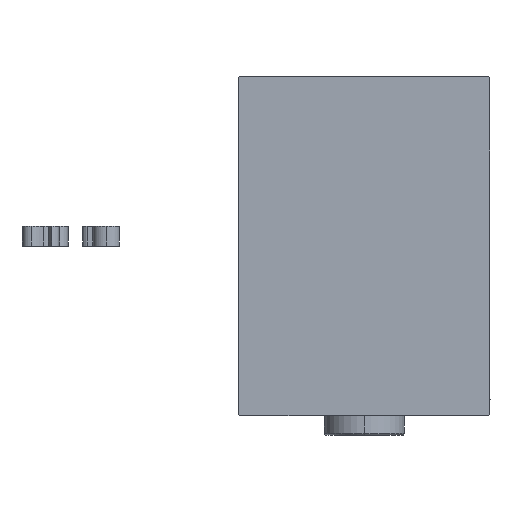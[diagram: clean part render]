
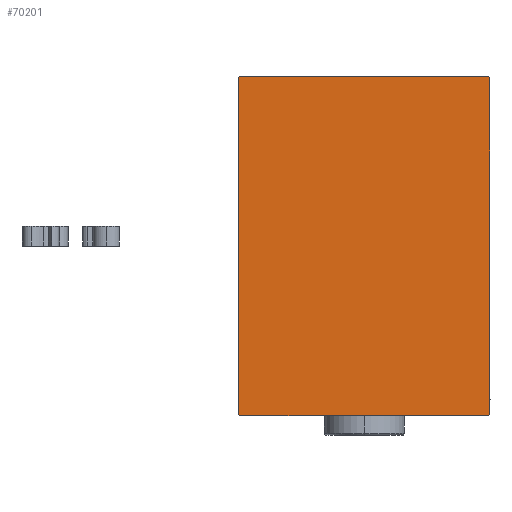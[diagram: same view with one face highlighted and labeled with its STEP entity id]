
A CAD part, left-side view. The second image highlights one B-rep face of the part: STEP entity #70201.
In plain terms, the highlighted face is planar.
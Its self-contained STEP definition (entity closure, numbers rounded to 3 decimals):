
#1121 = DIRECTION ( 'NONE',  ( 1., 0., 0. ) ) ;
#1379 = EDGE_CURVE ( 'NONE', #18742, #33479, #44153, .T. ) ;
#1439 = CARTESIAN_POINT ( 'NONE',  ( 113., 36.85, 36.85 ) ) ;
#1641 = CARTESIAN_POINT ( 'NONE',  ( 113., 31.5, -42.5 ) ) ;
#1921 = VERTEX_POINT ( 'NONE', #38255 ) ;
#2230 = CARTESIAN_POINT ( 'NONE',  ( 113., 0., 0. ) ) ;
#2356 = VECTOR ( 'NONE', #29688, 1000. ) ;
#2449 = VECTOR ( 'NONE', #23955, 1000. ) ;
#5120 = CARTESIAN_POINT ( 'NONE',  ( 113., 31.5, -42.2 ) ) ;
#8174 = DIRECTION ( 'NONE',  ( 0., 1., 0. ) ) ;
#9282 = VERTEX_POINT ( 'NONE', #71006 ) ;
#10653 = CARTESIAN_POINT ( 'NONE',  ( 113., -31.5, 42.2 ) ) ;
#12281 = DIRECTION ( 'NONE',  ( 0., -0.707, -0.707 ) ) ;
#12574 = VECTOR ( 'NONE', #48204, 1000. ) ;
#13022 = CARTESIAN_POINT ( 'NONE',  ( 113., 31.5, 42.5 ) ) ;
#14163 = VERTEX_POINT ( 'NONE', #21799 ) ;
#16632 = DIRECTION ( 'NONE',  ( 0., 0., -1. ) ) ;
#17875 = ORIENTED_EDGE ( 'NONE', *, *, #41043, .T. ) ;
#18290 = FACE_OUTER_BOUND ( 'NONE', #23620, .T. ) ;
#18740 = DIRECTION ( 'NONE',  ( 0., -1., 0. ) ) ;
#18742 = VERTEX_POINT ( 'NONE', #10653 ) ;
#20092 = CARTESIAN_POINT ( 'NONE',  ( 113., -31.2, -42.5 ) ) ;
#21590 = CARTESIAN_POINT ( 'NONE',  ( 113., -31.5, 42.5 ) ) ;
#21799 = CARTESIAN_POINT ( 'NONE',  ( 113., -31.2, 42.5 ) ) ;
#23620 = EDGE_LOOP ( 'NONE', ( #17875, #41131, #71337, #69123, #38586, #47229, #45772, #64852 ) ) ;
#23955 = DIRECTION ( 'NONE',  ( 0., 0.707, 0.707 ) ) ;
#24106 = DIRECTION ( 'NONE',  ( 0., 0.707, -0.707 ) ) ;
#25006 = VERTEX_POINT ( 'NONE', #34151 ) ;
#29075 = CARTESIAN_POINT ( 'NONE',  ( 113., -36.85, 36.85 ) ) ;
#29688 = DIRECTION ( 'NONE',  ( 0., -0.707, 0.707 ) ) ;
#30067 = LINE ( 'NONE', #58704, #2449 ) ;
#30646 = LINE ( 'NONE', #1641, #12574 ) ;
#33479 = VERTEX_POINT ( 'NONE', #46000 ) ;
#34151 = CARTESIAN_POINT ( 'NONE',  ( 113., 31.2, 42.5 ) ) ;
#34357 = VECTOR ( 'NONE', #12281, 1000. ) ;
#35495 = DIRECTION ( 'NONE',  ( 0., 0., -1. ) ) ;
#35817 = LINE ( 'NONE', #1439, #2356 ) ;
#36711 = LINE ( 'NONE', #42437, #69828 ) ;
#37035 = VECTOR ( 'NONE', #16632, 1000. ) ;
#37194 = CARTESIAN_POINT ( 'NONE',  ( 113., -31.5, -42.5 ) ) ;
#38255 = CARTESIAN_POINT ( 'NONE',  ( 113., 31.2, -42.5 ) ) ;
#38586 = ORIENTED_EDGE ( 'NONE', *, *, #69286, .T. ) ;
#41043 = EDGE_CURVE ( 'NONE', #55846, #1921, #66551, .T. ) ;
#41131 = ORIENTED_EDGE ( 'NONE', *, *, #55791, .T. ) ;
#42437 = CARTESIAN_POINT ( 'NONE',  ( 113., -36.85, -36.85 ) ) ;
#44019 = EDGE_CURVE ( 'NONE', #9282, #25006, #35817, .T. ) ;
#44153 = LINE ( 'NONE', #21590, #37035 ) ;
#44230 = VECTOR ( 'NONE', #18740, 1000. ) ;
#44916 = VECTOR ( 'NONE', #8174, 1000. ) ;
#45772 = ORIENTED_EDGE ( 'NONE', *, *, #1379, .T. ) ;
#46000 = CARTESIAN_POINT ( 'NONE',  ( 113., -31.5, -42.2 ) ) ;
#47013 = LINE ( 'NONE', #29075, #34357 ) ;
#47229 = ORIENTED_EDGE ( 'NONE', *, *, #50760, .T. ) ;
#48204 = DIRECTION ( 'NONE',  ( 0., 0., 1. ) ) ;
#50760 = EDGE_CURVE ( 'NONE', #14163, #18742, #47013, .T. ) ;
#52561 = VERTEX_POINT ( 'NONE', #5120 ) ;
#53407 = PLANE ( 'NONE',  #63781 ) ;
#55791 = EDGE_CURVE ( 'NONE', #1921, #52561, #30067, .T. ) ;
#55846 = VERTEX_POINT ( 'NONE', #20092 ) ;
#58704 = CARTESIAN_POINT ( 'NONE',  ( 113., 36.85, -36.85 ) ) ;
#63781 = AXIS2_PLACEMENT_3D ( 'NONE', #2230, #1121, #35495 ) ;
#64852 = ORIENTED_EDGE ( 'NONE', *, *, #69961, .T. ) ;
#66551 = LINE ( 'NONE', #37194, #44916 ) ;
#68533 = EDGE_CURVE ( 'NONE', #52561, #9282, #30646, .T. ) ;
#69123 = ORIENTED_EDGE ( 'NONE', *, *, #44019, .T. ) ;
#69286 = EDGE_CURVE ( 'NONE', #25006, #14163, #71022, .T. ) ;
#69828 = VECTOR ( 'NONE', #24106, 1000. ) ;
#69961 = EDGE_CURVE ( 'NONE', #33479, #55846, #36711, .T. ) ;
#70201 = ADVANCED_FACE ( 'NONE', ( #18290 ), #53407, .T. ) ;
#71006 = CARTESIAN_POINT ( 'NONE',  ( 113., 31.5, 42.2 ) ) ;
#71022 = LINE ( 'NONE', #13022, #44230 ) ;
#71337 = ORIENTED_EDGE ( 'NONE', *, *, #68533, .T. ) ;
